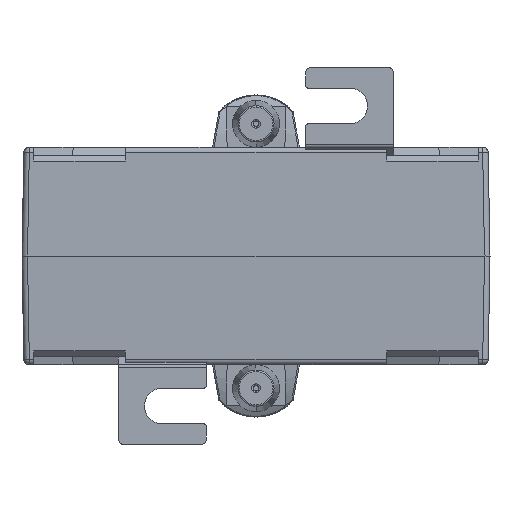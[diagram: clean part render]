
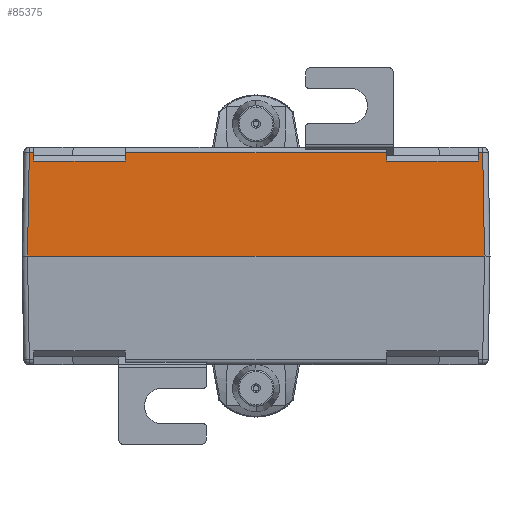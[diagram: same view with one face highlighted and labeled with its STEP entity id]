
A CAD part, front view. The second image highlights one B-rep face of the part: STEP entity #85375.
In plain terms, the highlighted planar face has unit normal (0, -1, 0.018).
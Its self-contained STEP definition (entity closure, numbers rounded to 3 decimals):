
#12509=CARTESIAN_POINT('',(40.401,-45.672,
18.767));
#12519=DIRECTION('',(-0.017,-0.017,-1.));
#12520=VECTOR('',#12519,1.518);
#12521=CARTESIAN_POINT('',(40.401,-45.672,
18.767));
#12522=LINE('',#12521,#12520);
#12535=DIRECTION('',(1.,0.,0.));
#12536=VECTOR('',#12535,83.);
#12537=CARTESIAN_POINT('',(-41.5,-46.,0.));
#12538=LINE('',#12537,#12536);
#12539=DIRECTION('',(-0.017,-0.017,-1.));
#12540=VECTOR('',#12539,18.773);
#12541=CARTESIAN_POINT('',(-41.173,-45.672,
18.767));
#12542=LINE('',#12541,#12540);
#12543=DIRECTION('',(1.,0.,0.));
#12544=VECTOR('',#12543,0.772);
#12545=CARTESIAN_POINT('',(-41.173,-45.672,
18.767));
#12546=LINE('',#12545,#12544);
#12547=DIRECTION('',(-1.,0.,0.));
#12548=VECTOR('',#12547,16.649);
#12549=CARTESIAN_POINT('',(-23.725,-45.699,
17.25));
#12550=LINE('',#12549,#12548);
#12551=DIRECTION('',(1.,0.,0.));
#12552=VECTOR('',#12551,47.398);
#12553=CARTESIAN_POINT('',(-23.699,-45.672,
18.767));
#12554=LINE('',#12553,#12552);
#12555=DIRECTION('',(-1.,0.,0.));
#12556=VECTOR('',#12555,16.649);
#12557=CARTESIAN_POINT('',(40.375,-45.699,
17.25));
#12558=LINE('',#12557,#12556);
#12559=DIRECTION('',(1.,0.,0.));
#12560=VECTOR('',#12559,0.772);
#12561=CARTESIAN_POINT('',(40.401,-45.672,
18.767));
#12562=LINE('',#12561,#12560);
#12563=DIRECTION('',(0.017,-0.017,-1.));
#12564=VECTOR('',#12563,18.773);
#12565=CARTESIAN_POINT('',(41.173,-45.672,
18.767));
#12566=LINE('',#12565,#12564);
#13201=CARTESIAN_POINT('',(-40.401,-45.672,
18.767));
#13215=DIRECTION('',(-0.017,0.017,1.));
#13216=VECTOR('',#13215,1.518);
#13217=CARTESIAN_POINT('',(-40.375,-45.699,
17.25));
#13218=LINE('',#13217,#13216);
#13289=DIRECTION('',(-0.017,-0.017,-1.));
#13290=VECTOR('',#13289,1.518);
#13291=CARTESIAN_POINT('',(-23.699,-45.672,
18.767));
#13292=LINE('',#13291,#13290);
#13322=DIRECTION('',(-0.017,0.017,1.));
#13323=VECTOR('',#13322,1.518);
#13324=CARTESIAN_POINT('',(23.725,-45.699,
17.25));
#13325=LINE('',#13324,#13323);
#63712=VERTEX_POINT('',#12509);
#63716=CARTESIAN_POINT('',(41.173,-45.672,
18.767));
#63717=VERTEX_POINT('',#63716);
#63719=VERTEX_POINT('',#13201);
#63720=CARTESIAN_POINT('',(-41.173,-45.672,
18.767));
#63721=VERTEX_POINT('',#63720);
#63756=CARTESIAN_POINT('',(-23.699,-45.672,
18.767));
#63757=CARTESIAN_POINT('',(23.699,-45.672,
18.767));
#63758=VERTEX_POINT('',#63756);
#63759=VERTEX_POINT('',#63757);
#68089=CARTESIAN_POINT('',(-23.725,-45.699,
17.25));
#68090=CARTESIAN_POINT('',(-40.375,-45.699,
17.25));
#68091=VERTEX_POINT('',#68089);
#68092=VERTEX_POINT('',#68090);
#68097=CARTESIAN_POINT('',(40.375,-45.699,
17.25));
#68098=CARTESIAN_POINT('',(23.725,-45.699,
17.25));
#68099=VERTEX_POINT('',#68097);
#68100=VERTEX_POINT('',#68098);
#75160=CARTESIAN_POINT('',(-41.5,-46.,0.));
#75161=CARTESIAN_POINT('',(41.5,-46.,0.));
#75162=VERTEX_POINT('',#75160);
#75163=VERTEX_POINT('',#75161);
#85348=CARTESIAN_POINT('',(-45.314,-46.,0.));
#85349=DIRECTION('',(0.,-1.,0.017));
#85350=DIRECTION('',(-1.,0.,0.));
#85351=AXIS2_PLACEMENT_3D('',#85348,#85349,#85350);
#85352=PLANE('',#85351);
#85354=ORIENTED_EDGE('',*,*,#85353,.F.);
#85355=ORIENTED_EDGE('',*,*,#84210,.F.);
#85357=ORIENTED_EDGE('',*,*,#85356,.T.);
#85359=ORIENTED_EDGE('',*,*,#85358,.F.);
#85361=ORIENTED_EDGE('',*,*,#85360,.F.);
#85363=ORIENTED_EDGE('',*,*,#85362,.F.);
#85365=ORIENTED_EDGE('',*,*,#85364,.T.);
#85367=ORIENTED_EDGE('',*,*,#85366,.F.);
#85369=ORIENTED_EDGE('',*,*,#85368,.F.);
#85370=ORIENTED_EDGE('',*,*,#85317,.F.);
#85371=ORIENTED_EDGE('',*,*,#85343,.T.);
#85372=ORIENTED_EDGE('',*,*,#83565,.T.);
#85373=EDGE_LOOP('',(#85354,#85355,#85357,#85359,#85361,#85363,#85365,#85367,
#85369,#85370,#85371,#85372));
#85374=FACE_OUTER_BOUND('',#85373,.F.);
#83565=EDGE_CURVE('',#63717,#75163,#12566,.T.);
#84210=EDGE_CURVE('',#63721,#75162,#12542,.T.);
#85317=EDGE_CURVE('',#63712,#68099,#12522,.T.);
#85343=EDGE_CURVE('',#63712,#63717,#12562,.T.);
#85353=EDGE_CURVE('',#75162,#75163,#12538,.T.);
#85356=EDGE_CURVE('',#63721,#63719,#12546,.T.);
#85358=EDGE_CURVE('',#68092,#63719,#13218,.T.);
#85360=EDGE_CURVE('',#68091,#68092,#12550,.T.);
#85362=EDGE_CURVE('',#63758,#68091,#13292,.T.);
#85364=EDGE_CURVE('',#63758,#63759,#12554,.T.);
#85366=EDGE_CURVE('',#68100,#63759,#13325,.T.);
#85368=EDGE_CURVE('',#68099,#68100,#12558,.T.);
#85375=ADVANCED_FACE('',(#85374),#85352,.T.);
